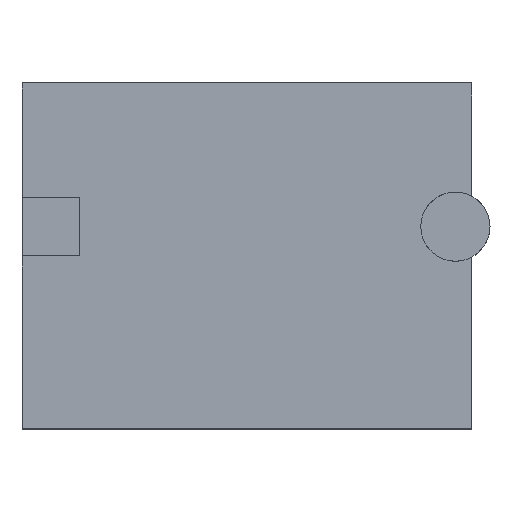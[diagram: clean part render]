
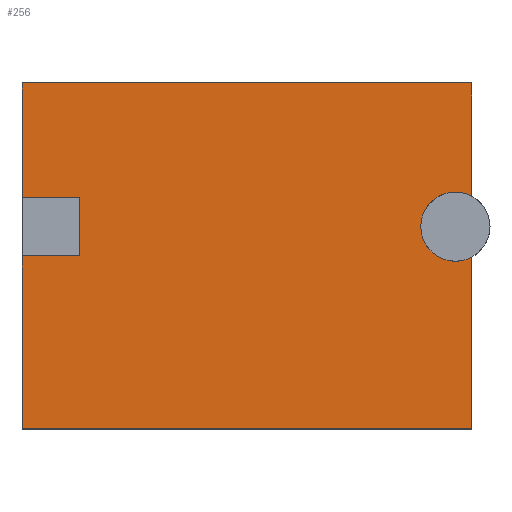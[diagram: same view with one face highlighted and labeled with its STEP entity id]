
A CAD part, top view. The second image highlights one B-rep face of the part: STEP entity #256.
In plain terms, the highlighted planar face has unit normal (0, 0, 1).
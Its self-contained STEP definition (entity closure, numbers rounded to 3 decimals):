
#76=CARTESIAN_POINT('',(65.,-50.,10.));
#77=VERTEX_POINT('',#76);
#84=CARTESIAN_POINT('',(-65.,-50.,10.));
#85=VERTEX_POINT('',#84);
#86=CARTESIAN_POINT('',(-65.,-50.,10.));
#87=DIRECTION('',(1.,0.,0.));
#88=VECTOR('',#87,130.);
#89=LINE('',#86,#88);
#90=EDGE_CURVE('',#85,#77,#89,.T.);
#107=CARTESIAN_POINT('',(65.,50.,10.));
#108=VERTEX_POINT('',#107);
#115=CARTESIAN_POINT('',(65.,17.275,10.));
#116=VERTEX_POINT('',#115);
#117=CARTESIAN_POINT('',(65.,17.275,10.));
#118=DIRECTION('',(0.,1.,0.));
#119=VECTOR('',#118,32.725);
#120=LINE('',#117,#119);
#121=EDGE_CURVE('',#116,#108,#120,.T.);
#123=CARTESIAN_POINT('',(65.,-0.367,10.));
#124=VERTEX_POINT('',#123);
#131=CARTESIAN_POINT('',(65.,-50.,10.));
#132=DIRECTION('',(0.,1.,0.));
#133=VECTOR('',#132,49.633);
#134=LINE('',#131,#133);
#135=EDGE_CURVE('',#77,#124,#134,.T.);
#147=CARTESIAN_POINT('',(-65.,50.,10.));
#148=VERTEX_POINT('',#147);
#155=CARTESIAN_POINT('',(65.,50.,10.));
#156=DIRECTION('',(-1.,0.,0.));
#157=VECTOR('',#156,130.);
#158=LINE('',#155,#157);
#159=EDGE_CURVE('',#108,#148,#158,.T.);
#170=CARTESIAN_POINT('',(-65.,16.908,10.));
#171=VERTEX_POINT('',#170);
#172=CARTESIAN_POINT('',(-65.,50.,10.));
#173=DIRECTION('',(0.,-1.,0.));
#174=VECTOR('',#173,33.092);
#175=LINE('',#172,#174);
#176=EDGE_CURVE('',#148,#171,#175,.T.);
#181=CARTESIAN_POINT('',(-65.,0.,10.));
#182=VERTEX_POINT('',#181);
#183=CARTESIAN_POINT('',(-65.,0.,10.));
#184=DIRECTION('',(0.,-1.,0.));
#185=VECTOR('',#184,50.);
#186=LINE('',#183,#185);
#187=EDGE_CURVE('',#182,#85,#186,.T.);
#214=CARTESIAN_POINT('',(0.,0.,10.));
#215=DIRECTION('',(1.,0.,0.));
#216=DIRECTION('',(0.,0.,1.));
#217=AXIS2_PLACEMENT_3D('',#214,#216,#215);
#218=PLANE('',#217);
#219=ORIENTED_EDGE('',*,*,#90,.T.);
#220=ORIENTED_EDGE('',*,*,#135,.T.);
#221=CARTESIAN_POINT('',(60.29,8.454,10.));
#222=DIRECTION('',(0.471,0.882,0.));
#223=DIRECTION('',(0.,0.,1.));
#224=AXIS2_PLACEMENT_3D('',#221,#223,#222);
#225=CIRCLE('',#224,10.);
#226=EDGE_CURVE('',#116,#124,#225,.T.);
#227=ORIENTED_EDGE('E31',*,*,#226,.F.);
#228=ORIENTED_EDGE('E31',*,*,#121,.T.);
#229=ORIENTED_EDGE('E31',*,*,#159,.T.);
#230=ORIENTED_EDGE('E31',*,*,#176,.T.);
#231=CARTESIAN_POINT('',(-48.309,16.908,10.));
#232=VERTEX_POINT('',#231);
#233=CARTESIAN_POINT('',(-48.309,16.908,10.));
#234=DIRECTION('',(-1.,0.,0.));
#235=VECTOR('',#234,16.691);
#236=LINE('',#233,#235);
#237=EDGE_CURVE('',#232,#171,#236,.T.);
#238=ORIENTED_EDGE('E15',*,*,#237,.F.);
#239=CARTESIAN_POINT('',(-48.309,0.,10.));
#240=VERTEX_POINT('',#239);
#241=CARTESIAN_POINT('',(-48.309,0.,10.));
#242=DIRECTION('',(0.,1.,0.));
#243=VECTOR('',#242,16.908);
#244=LINE('',#241,#243);
#245=EDGE_CURVE('',#240,#232,#244,.T.);
#246=ORIENTED_EDGE('E14',*,*,#245,.F.);
#247=CARTESIAN_POINT('',(-65.,0.,10.));
#248=DIRECTION('',(1.,0.,0.));
#249=VECTOR('',#248,16.691);
#250=LINE('',#247,#249);
#251=EDGE_CURVE('',#182,#240,#250,.T.);
#252=ORIENTED_EDGE('E13',*,*,#251,.F.);
#253=ORIENTED_EDGE('E13',*,*,#187,.T.);
#254=EDGE_LOOP('',(#219,#220,#227,#228,#229,#230,#238,#246,#252,#253));
#255=FACE_OUTER_BOUND('',#254,.T.);
#256=ADVANCED_FACE('F2',(#255),#218,.T.);
